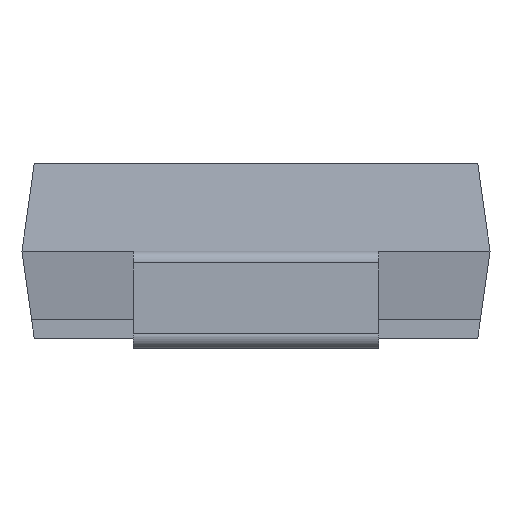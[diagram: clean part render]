
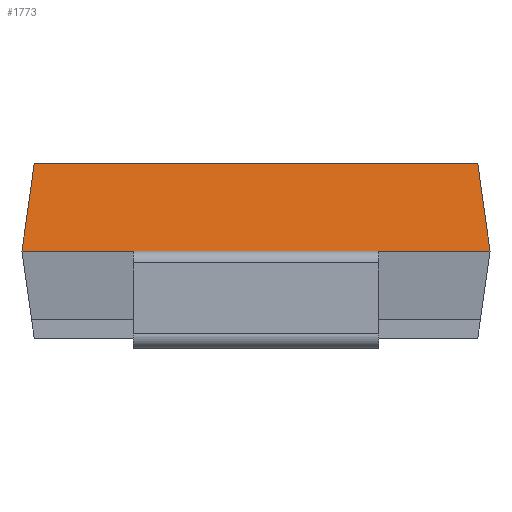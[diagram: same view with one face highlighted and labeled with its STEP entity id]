
A CAD part, left-side view. The second image highlights one B-rep face of the part: STEP entity #1773.
In plain terms, the highlighted planar face has unit normal (-0.99, 0, 0.139).
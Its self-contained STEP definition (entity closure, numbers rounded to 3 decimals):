
#62=LINE('',#2419,#166);
#108=LINE('',#2667,#212);
#111=LINE('',#2672,#215);
#122=LINE('',#2689,#226);
#125=LINE('',#2694,#229);
#126=LINE('',#2696,#230);
#166=VECTOR('',#1900,1000.);
#212=VECTOR('',#2006,1000.);
#215=VECTOR('',#2009,1000.);
#226=VECTOR('',#2026,1000.);
#229=VECTOR('',#2033,1000.);
#230=VECTOR('',#2036,1000.);
#588=ORIENTED_EDGE('',*,*,#875,.T.);
#589=ORIENTED_EDGE('',*,*,#893,.F.);
#590=ORIENTED_EDGE('',*,*,#878,.T.);
#591=ORIENTED_EDGE('',*,*,#889,.F.);
#592=ORIENTED_EDGE('',*,*,#800,.F.);
#593=ORIENTED_EDGE('',*,*,#892,.T.);
#800=EDGE_CURVE('',#1023,#1020,#62,.F.);
#875=EDGE_CURVE('',#1092,#1091,#108,.T.);
#878=EDGE_CURVE('',#1094,#1093,#111,.T.);
#889=EDGE_CURVE('',#1020,#1093,#122,.T.);
#892=EDGE_CURVE('',#1023,#1092,#125,.T.);
#893=EDGE_CURVE('',#1094,#1091,#126,.F.);
#1020=VERTEX_POINT('',#2413);
#1023=VERTEX_POINT('',#2418);
#1091=VERTEX_POINT('',#2666);
#1092=VERTEX_POINT('',#2668);
#1093=VERTEX_POINT('',#2671);
#1094=VERTEX_POINT('',#2673);
#1252=EDGE_LOOP('',(#588,#589,#590,#591,#592,#593));
#1316=FACE_BOUND('',#1252,.T.);
#1366=PLANE('',#1840);
#1773=ADVANCED_FACE('',(#1316),#1366,.T.);
#1840=AXIS2_PLACEMENT_3D('',#2695,#2034,#2035);
#1900=DIRECTION('',(0.,1.,0.));
#2006=DIRECTION('',(0.,-1.,0.));
#2009=DIRECTION('',(0.,-1.,0.));
#2026=DIRECTION('',(-0.138,-0.138,-0.981));
#2033=DIRECTION('',(-0.138,0.138,-0.981));
#2034=DIRECTION('',(-0.99,0.,0.139));
#2035=DIRECTION('',(0.139,0.,0.99));
#2036=DIRECTION('',(0.,-1.,0.));
#2413=CARTESIAN_POINT('',(-3.295,-2.795,1.1));
#2418=CARTESIAN_POINT('',(-3.295,2.795,1.1));
#2419=CARTESIAN_POINT('',(-3.295,0.,1.1));
#2666=CARTESIAN_POINT('',(-3.45,1.55,0.));
#2667=CARTESIAN_POINT('',(-3.45,0.,0.));
#2668=CARTESIAN_POINT('',(-3.45,2.95,0.));
#2671=CARTESIAN_POINT('',(-3.45,-2.95,0.));
#2672=CARTESIAN_POINT('',(-3.45,0.,0.));
#2673=CARTESIAN_POINT('',(-3.45,-1.55,0.));
#2689=CARTESIAN_POINT('',(-3.364,-2.864,0.614));
#2694=CARTESIAN_POINT('',(-3.369,2.869,0.573));
#2695=CARTESIAN_POINT('',(-3.425,0.,0.177));
#2696=CARTESIAN_POINT('',(-3.45,0.,0.));
